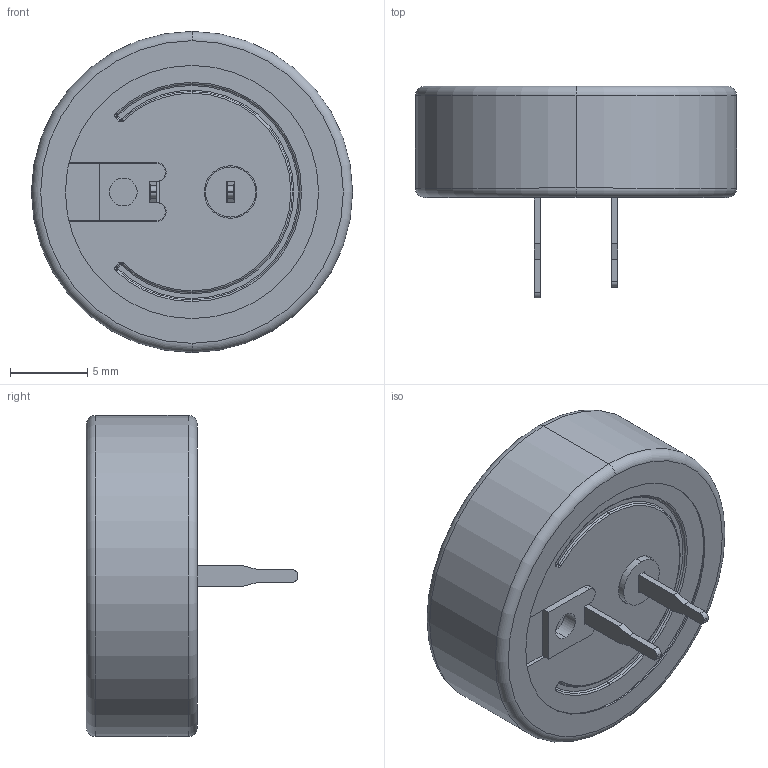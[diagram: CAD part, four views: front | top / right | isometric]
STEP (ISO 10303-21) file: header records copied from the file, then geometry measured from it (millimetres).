
FILE_DESCRIPTION (( 'STEP AP214' ), '1' );
FILE_NAME ('KR-5R5C105_155-R.STEP', '2015-08-19T07:09:45', ( '' ), ( '' ), 'SwSTEP 2.0', 'SolidWorks 2013', '' );
FILE_SCHEMA (( 'AUTOMOTIVE_DESIGN' ));
Length unit declared in the file: millimetre
Products named in the file (1): KR-5R5C105_155-R
Bounding box: 20.8 x 13.7 x 20.8 mm (x, y, z)
Surface area: 1645.6 mm2 (no closed solid volume)
Topology: 0 solids, 6 shells, 90 faces, 242 edges, 156 vertices
Faces by surface type: plane 38, cylinder 27, torus 21, sphere 4
Entity records: 3832 total; most frequent: CARTESIAN_POINT 533, DIRECTION 524, ORIENTED_EDGE 428, EDGE_CURVE 238, AXIS2_PLACEMENT_3D 205, VERTEX_POINT 156, VECTOR 114, CIRCLE 114
